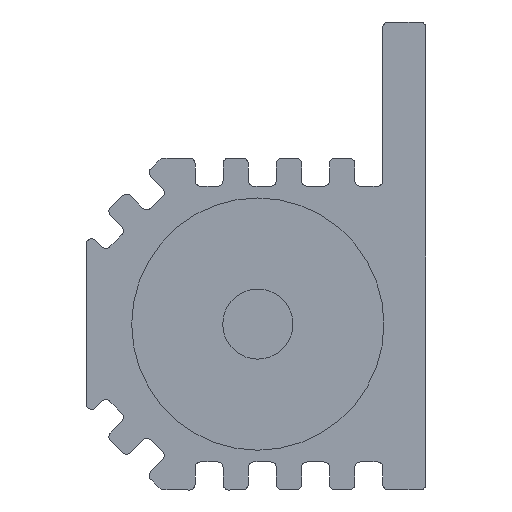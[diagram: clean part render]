
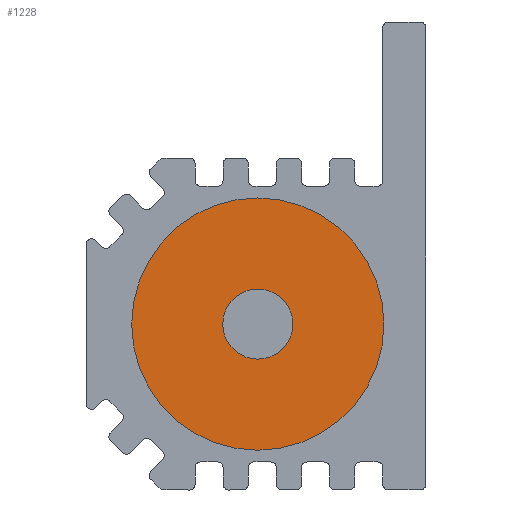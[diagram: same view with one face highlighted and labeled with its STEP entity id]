
A CAD part, left-side view. The second image highlights one B-rep face of the part: STEP entity #1228.
In plain terms, the highlighted planar face has unit normal (-1, 0, 0).
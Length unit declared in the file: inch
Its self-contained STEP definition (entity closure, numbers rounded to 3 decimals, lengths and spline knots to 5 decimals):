
#106 = CIRCLE ( 'NONE', #2393, 0.225 ) ;
#213 = DIRECTION ( 'NONE',  ( 0., 0., 1. ) ) ;
#330 = DIRECTION ( 'NONE',  ( -1., 0., 0. ) ) ;
#440 = EDGE_CURVE ( 'NONE', #604, #538, #3735, .T. ) ;
#526 = DIRECTION ( 'NONE',  ( -1., 0., 0. ) ) ;
#533 = CARTESIAN_POINT ( 'NONE',  ( 0.02, 0.3, -0.539 ) ) ;
#538 = VERTEX_POINT ( 'NONE', #1000 ) ;
#604 = VERTEX_POINT ( 'NONE', #2474 ) ;
#683 = PLANE ( 'NONE',  #4359 ) ;
#883 = DIRECTION ( 'NONE',  ( 0., 0., 1. ) ) ;
#1000 = CARTESIAN_POINT ( 'NONE',  ( 0.02, 0.3, -0.4765 ) ) ;
#1020 = DIRECTION ( 'NONE',  ( 0., 0., 1. ) ) ;
#1068 = AXIS2_PLACEMENT_3D ( 'NONE', #3239, #526, #2904 ) ;
#1228 = ADVANCED_FACE ( 'NONE', ( #2693, #3019 ), #683, .T. ) ;
#1243 = CARTESIAN_POINT ( 'NONE',  ( 0.02, 0.3, -0.314 ) ) ;
#1333 = CARTESIAN_POINT ( 'NONE',  ( 0.02, 0.3, -0.539 ) ) ;
#1947 = EDGE_CURVE ( 'NONE', #3235, #3952, #3704, .T. ) ;
#2050 = EDGE_LOOP ( 'NONE', ( #2208, #4307 ) ) ;
#2125 = EDGE_LOOP ( 'NONE', ( #3103, #3064 ) ) ;
#2208 = ORIENTED_EDGE ( 'NONE', *, *, #1947, .T. ) ;
#2210 = CARTESIAN_POINT ( 'NONE',  ( 0.02, 0.3, -0.539 ) ) ;
#2334 = DIRECTION ( 'NONE',  ( -1., 0., 0. ) ) ;
#2393 = AXIS2_PLACEMENT_3D ( 'NONE', #1333, #2334, #1020 ) ;
#2474 = CARTESIAN_POINT ( 'NONE',  ( 0.02, 0.3, -0.6015 ) ) ;
#2693 = FACE_BOUND ( 'NONE', #2125, .T. ) ;
#2778 = CIRCLE ( 'NONE', #4088, 0.0625 ) ;
#2807 = EDGE_CURVE ( 'NONE', #538, #604, #2778, .T. ) ;
#2904 = DIRECTION ( 'NONE',  ( 0., 0., 1. ) ) ;
#2939 = DIRECTION ( 'NONE',  ( -1., 0., 0. ) ) ;
#3019 = FACE_OUTER_BOUND ( 'NONE', #2050, .T. ) ;
#3064 = ORIENTED_EDGE ( 'NONE', *, *, #2807, .F. ) ;
#3065 = DIRECTION ( 'NONE',  ( 0., 0., 1. ) ) ;
#3103 = ORIENTED_EDGE ( 'NONE', *, *, #440, .F. ) ;
#3203 = AXIS2_PLACEMENT_3D ( 'NONE', #2210, #2939, #883 ) ;
#3235 = VERTEX_POINT ( 'NONE', #1243 ) ;
#3239 = CARTESIAN_POINT ( 'NONE',  ( 0.02, 0.3, -0.539 ) ) ;
#3303 = DIRECTION ( 'NONE',  ( -1., 0., 0. ) ) ;
#3356 = CARTESIAN_POINT ( 'NONE',  ( 0.02, 0.3, -0.764 ) ) ;
#3369 = EDGE_CURVE ( 'NONE', #3952, #3235, #106, .T. ) ;
#3704 = CIRCLE ( 'NONE', #1068, 0.225 ) ;
#3735 = CIRCLE ( 'NONE', #3203, 0.0625 ) ;
#3952 = VERTEX_POINT ( 'NONE', #3356 ) ;
#4088 = AXIS2_PLACEMENT_3D ( 'NONE', #533, #3303, #213 ) ;
#4307 = ORIENTED_EDGE ( 'NONE', *, *, #3369, .T. ) ;
#4359 = AXIS2_PLACEMENT_3D ( 'NONE', #4375, #330, #3065 ) ;
#4375 = CARTESIAN_POINT ( 'NONE',  ( 0.02, 0.3, -0.539 ) ) ;
